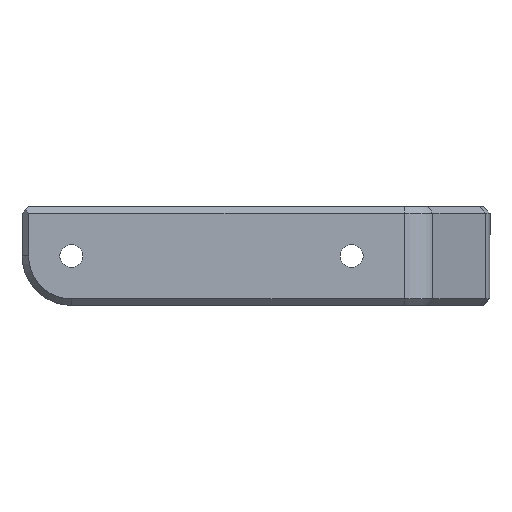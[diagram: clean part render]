
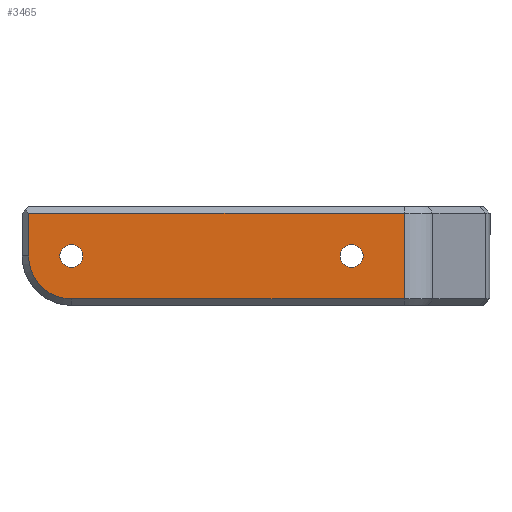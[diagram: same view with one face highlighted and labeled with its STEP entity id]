
A CAD part, left-side view. The second image highlights one B-rep face of the part: STEP entity #3465.
In plain terms, the highlighted planar face has unit normal (-1, 0, 0).
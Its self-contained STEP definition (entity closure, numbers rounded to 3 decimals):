
#902=DIRECTION('',(0.,-1.,0.));
#903=VECTOR('',#902,57.01);
#904=CARTESIAN_POINT('',(-100.,34.5,14.));
#905=LINE('',#904,#903);
#906=DIRECTION('',(0.,0.,1.));
#907=VECTOR('',#906,13.);
#908=CARTESIAN_POINT('',(-100.,-22.51,
1.));
#909=LINE('',#908,#907);
#910=DIRECTION('',(0.,-1.,0.));
#911=VECTOR('',#910,50.51);
#912=CARTESIAN_POINT('',(-100.,28.,1.));
#913=LINE('',#912,#911);
#914=CARTESIAN_POINT('',(-100.,28.,7.5));
#915=DIRECTION('',(-1.,0.,0.));
#916=DIRECTION('',(0.,1.,0.));
#917=AXIS2_PLACEMENT_3D('',#914,#915,#916);
#919=DIRECTION('',(0.,0.,-1.));
#920=VECTOR('',#919,6.5);
#921=CARTESIAN_POINT('',(-100.,34.5,14.));
#922=LINE('',#921,#920);
#923=CARTESIAN_POINT('',(-100.,28.,7.5));
#924=DIRECTION('',(1.,0.,0.));
#925=DIRECTION('',(0.,1.,0.));
#926=AXIS2_PLACEMENT_3D('',#923,#924,#925);
#928=CARTESIAN_POINT('',(-100.,28.,7.5));
#929=DIRECTION('',(1.,0.,0.));
#930=DIRECTION('',(0.,-1.,0.));
#931=AXIS2_PLACEMENT_3D('',#928,#929,#930);
#933=CARTESIAN_POINT('',(-100.,-14.5,7.5));
#934=DIRECTION('',(1.,0.,0.));
#935=DIRECTION('',(0.,1.,0.));
#936=AXIS2_PLACEMENT_3D('',#933,#934,#935);
#938=CARTESIAN_POINT('',(-100.,-14.5,7.5));
#939=DIRECTION('',(1.,0.,0.));
#940=DIRECTION('',(0.,-1.,0.));
#941=AXIS2_PLACEMENT_3D('',#938,#939,#940);
#2279=CARTESIAN_POINT('',(-100.,-22.51,14.));
#2280=VERTEX_POINT('',#2279);
#2283=CARTESIAN_POINT('',(-100.,34.5,14.));
#2284=VERTEX_POINT('',#2283);
#2287=CARTESIAN_POINT('',(-100.,-22.51,
1.));
#2288=VERTEX_POINT('',#2287);
#2339=CARTESIAN_POINT('',(-100.,28.,1.));
#2340=VERTEX_POINT('',#2339);
#2341=CARTESIAN_POINT('',(-100.,34.5,7.5));
#2342=VERTEX_POINT('',#2341);
#2354=CARTESIAN_POINT('',(-100.,29.75,7.5));
#2356=VERTEX_POINT('',#2354);
#2358=CARTESIAN_POINT('',(-100.,26.25,7.5));
#2360=VERTEX_POINT('',#2358);
#2361=CARTESIAN_POINT('',(-100.,-12.75,7.5));
#2362=CARTESIAN_POINT('',(-100.,-16.25,7.5));
#2363=VERTEX_POINT('',#2361);
#2364=VERTEX_POINT('',#2362);
#3439=CARTESIAN_POINT('',(-100.,35.5,0.));
#3440=DIRECTION('',(-1.,0.,0.));
#3441=DIRECTION('',(0.,-1.,0.));
#3442=AXIS2_PLACEMENT_3D('',#3439,#3440,#3441);
#3443=PLANE('',#3442);
#3444=ORIENTED_EDGE('',*,*,#3106,.T.);
#3445=ORIENTED_EDGE('',*,*,#3407,.F.);
#3446=ORIENTED_EDGE('',*,*,#3430,.F.);
#3448=ORIENTED_EDGE('',*,*,#3447,.F.);
#3450=ORIENTED_EDGE('',*,*,#3449,.F.);
#3451=EDGE_LOOP('',(#3444,#3445,#3446,#3448,#3450));
#3452=FACE_OUTER_BOUND('',#3451,.F.);
#3454=ORIENTED_EDGE('',*,*,#3453,.F.);
#3456=ORIENTED_EDGE('',*,*,#3455,.F.);
#3457=EDGE_LOOP('',(#3454,#3456));
#3458=FACE_BOUND('',#3457,.F.);
#3460=ORIENTED_EDGE('',*,*,#3459,.F.);
#3462=ORIENTED_EDGE('',*,*,#3461,.F.);
#3463=EDGE_LOOP('',(#3460,#3462));
#3464=FACE_BOUND('',#3463,.F.);
#3465=ADVANCED_FACE('',(#3452,#3458,#3464),#3443,.T.);
#918=CIRCLE('',#917,6.5);
#927=CIRCLE('',#926,1.75);
#932=CIRCLE('',#931,1.75);
#937=CIRCLE('',#936,1.75);
#942=CIRCLE('',#941,1.75);
#3106=EDGE_CURVE('',#2284,#2280,#905,.T.);
#3407=EDGE_CURVE('',#2288,#2280,#909,.T.);
#3430=EDGE_CURVE('',#2340,#2288,#913,.T.);
#3447=EDGE_CURVE('',#2342,#2340,#918,.T.);
#3449=EDGE_CURVE('',#2284,#2342,#922,.T.);
#3453=EDGE_CURVE('',#2356,#2360,#927,.T.);
#3455=EDGE_CURVE('',#2360,#2356,#932,.T.);
#3459=EDGE_CURVE('',#2363,#2364,#937,.T.);
#3461=EDGE_CURVE('',#2364,#2363,#942,.T.);
